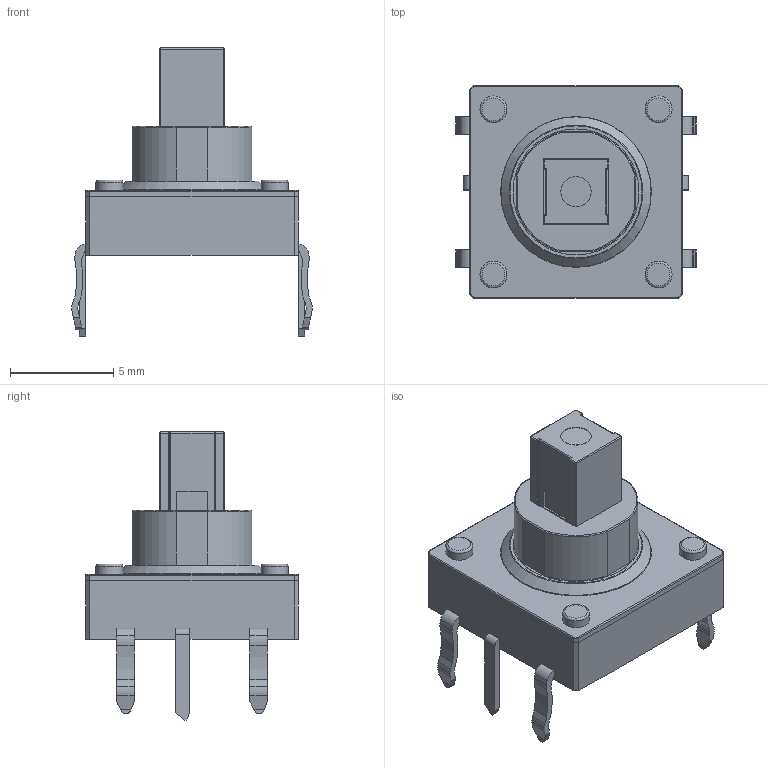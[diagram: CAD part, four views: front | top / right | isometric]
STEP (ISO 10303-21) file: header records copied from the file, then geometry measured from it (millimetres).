
FILE_DESCRIPTION(/* description */ (''),/* implementation_level */ '2;1');
FILE_NAME(/* name */ '5-WayTactileButton10mmTHT.stp',/* time_stamp */ '2020-09-12T13:49:52+02:00',/* author */ ('gabri'),/* organization */ (''),/* preprocessor_version */ 'ST-DEVELOPER v18.1',/* originating_system */ 'Autodesk Inventor 2021',/* authorisation */ '');
FILE_SCHEMA (('AUTOMOTIVE_DESIGN { 1 0 10303 214 3 1 1 }'));
Length unit declared in the file: millimetre
Products named in the file (1): Switch_12mm
Bounding box: 11.65 x 10.3 x 13.95 mm (x, y, z)
Volume: 466.9 mm3; surface area: 829.4 mm2
Topology: 14 solids, 14 shells, 236 faces, 571 edges, 369 vertices
Faces by surface type: plane 128, cylinder 85, torus 13, sphere 8, cone 2
Full cylindrical faces by diameter (mm): 1.3 x4, 1.409 x1, 1.474 x1, 6.1 x2
Entity records: 7021 total; most frequent: CARTESIAN_POINT 1265, DIRECTION 1231, ORIENTED_EDGE 1142, EDGE_CURVE 571, AXIS2_PLACEMENT_3D 431, LINE 369, VECTOR 369, VERTEX_POINT 369
